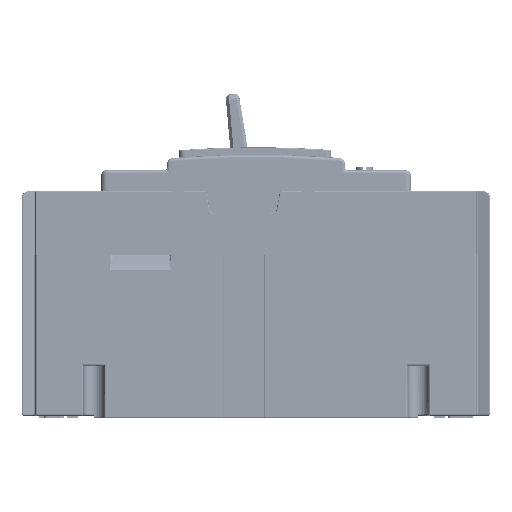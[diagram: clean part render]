
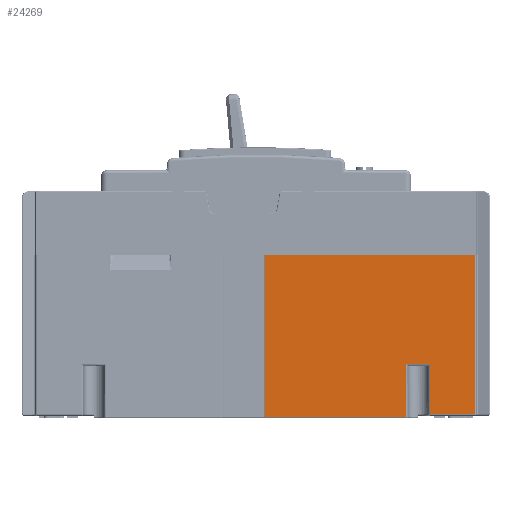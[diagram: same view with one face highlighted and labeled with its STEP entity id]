
A CAD part, front view. The second image highlights one B-rep face of the part: STEP entity #24269.
In plain terms, the highlighted planar face has unit normal (0, -1, 0).
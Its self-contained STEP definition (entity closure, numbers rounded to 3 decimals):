
#3852=FACE_OUTER_BOUND('',#32263,.T.);
#10501=LINE('',#135801,#18230);
#10520=LINE('',#135886,#18249);
#10522=LINE('',#135895,#18251);
#10525=LINE('',#135903,#18254);
#10548=LINE('',#136046,#18277);
#10551=LINE('',#136056,#18280);
#10609=LINE('',#136210,#18338);
#10610=LINE('',#136211,#18339);
#18230=VECTOR('',#95776,1.);
#18249=VECTOR('',#95817,1.);
#18251=VECTOR('',#95825,1.);
#18254=VECTOR('',#95832,1.);
#18277=VECTOR('',#95905,1.);
#18280=VECTOR('',#95914,1.);
#18338=VECTOR('',#96094,1.);
#18339=VECTOR('',#96095,1.);
#24269=ADVANCED_FACE('',(#3852),#27483,.T.);
#27483=PLANE('',#80529);
#32263=EDGE_LOOP('',(#47608,#47609,#47610,#47611,#47612,#47613,#47614,#47615));
#47608=ORIENTED_EDGE('',*,*,#70768,.T.);
#47609=ORIENTED_EDGE('',*,*,#70681,.T.);
#47610=ORIENTED_EDGE('',*,*,#70606,.T.);
#47611=ORIENTED_EDGE('',*,*,#70686,.T.);
#47612=ORIENTED_EDGE('',*,*,#70769,.T.);
#47613=ORIENTED_EDGE('',*,*,#70643,.T.);
#47614=ORIENTED_EDGE('',*,*,#70639,.T.);
#47615=ORIENTED_EDGE('',*,*,#70635,.T.);
#61111=VERTEX_POINT('',#135800);
#61112=VERTEX_POINT('',#135802);
#61135=VERTEX_POINT('',#135887);
#61136=VERTEX_POINT('',#135888);
#61139=VERTEX_POINT('',#135896);
#61142=VERTEX_POINT('',#135904);
#61165=VERTEX_POINT('',#136047);
#61168=VERTEX_POINT('',#136055);
#70606=EDGE_CURVE('',#61112,#61111,#10501,.T.);
#70635=EDGE_CURVE('',#61135,#61136,#10520,.T.);
#70639=EDGE_CURVE('',#61139,#61135,#10522,.T.);
#70643=EDGE_CURVE('',#61142,#61139,#10525,.T.);
#70681=EDGE_CURVE('',#61165,#61112,#10548,.T.);
#70686=EDGE_CURVE('',#61111,#61168,#10551,.T.);
#70768=EDGE_CURVE('',#61136,#61165,#10609,.T.);
#70769=EDGE_CURVE('',#61168,#61142,#10610,.T.);
#80529=AXIS2_PLACEMENT_3D('',#136212,#96096,#96097);
#95776=DIRECTION('',(-1.,0.,0.));
#95817=DIRECTION('',(0.,0.,-1.));
#95825=DIRECTION('',(1.,0.,0.));
#95832=DIRECTION('',(0.,0.,1.));
#95905=DIRECTION('',(0.,0.,1.));
#95914=DIRECTION('',(0.,0.,-1.));
#96094=DIRECTION('',(1.,0.,0.));
#96095=DIRECTION('',(1.,0.,0.));
#96096=DIRECTION('',(0.,-1.,0.));
#96097=DIRECTION('',(0.,0.,-1.));
#135800=CARTESIAN_POINT('',(-266.5,112.575,0.));
#135801=CARTESIAN_POINT('',(-277.27,112.575,0.));
#135802=CARTESIAN_POINT('',(-197.,112.575,0.));
#135886=CARTESIAN_POINT('',(-211.75,112.575,-53.1));
#135887=CARTESIAN_POINT('',(-211.75,112.575,-36.));
#135888=CARTESIAN_POINT('',(-211.75,112.575,-52.6));
#135895=CARTESIAN_POINT('',(-212.25,112.575,-36.));
#135896=CARTESIAN_POINT('',(-219.75,112.575,-36.));
#135903=CARTESIAN_POINT('',(-219.75,112.575,-53.5));
#135904=CARTESIAN_POINT('',(-219.75,112.575,-53.5));
#136046=CARTESIAN_POINT('',(-197.,112.575,-39.5));
#136047=CARTESIAN_POINT('',(-197.,112.575,-52.6));
#136055=CARTESIAN_POINT('',(-266.5,112.575,-53.5));
#136056=CARTESIAN_POINT('',(-266.5,112.575,-39.5));
#136210=CARTESIAN_POINT('',(-198.,112.575,-52.6));
#136211=CARTESIAN_POINT('',(-339.143,112.575,-53.5));
#136212=CARTESIAN_POINT('',(-339.143,112.575,-39.5));
